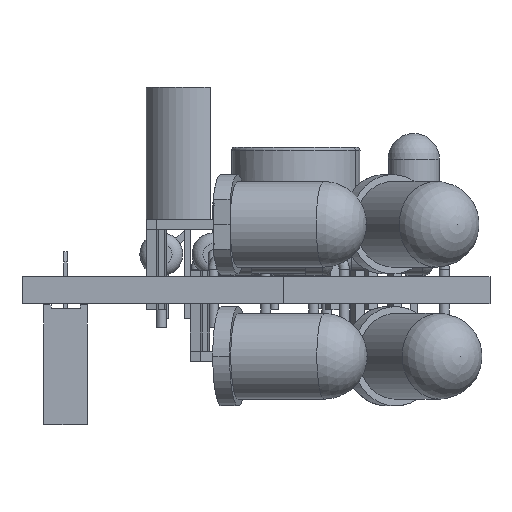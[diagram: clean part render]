
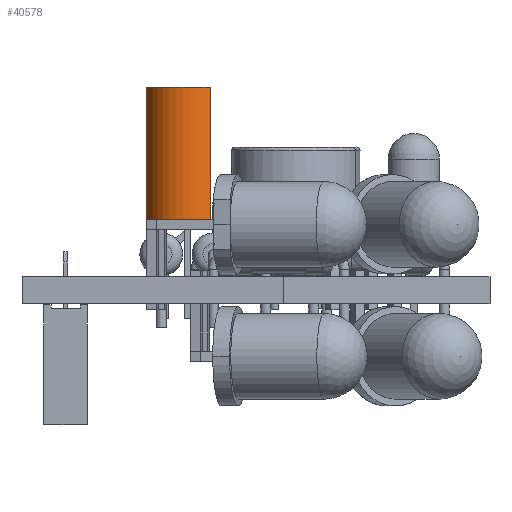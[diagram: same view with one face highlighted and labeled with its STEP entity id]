
A CAD part, front view. The second image highlights one B-rep face of the part: STEP entity #40578.
In plain terms, the highlighted cylindrical face has radius 2.415 mm (diameter 4.83 mm), a partial arc.
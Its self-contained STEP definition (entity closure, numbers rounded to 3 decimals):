
#39713 = PLANE('',#39714);
#39714 = AXIS2_PLACEMENT_3D('',#39715,#39716,#39717);
#39715 = CARTESIAN_POINT('',(-0.746,-1.33,3.));
#39716 = DIRECTION('',(0.,0.,-1.));
#39717 = DIRECTION('',(-1.,0.,0.));
#40079 = VERTEX_POINT('',#40080);
#40080 = CARTESIAN_POINT('',(-0.746,-1.33,3.));
#40081 = VERTEX_POINT('',#40082);
#40082 = CARTESIAN_POINT('',(3.286,-1.33,3.));
#40096 = PLANE('',#40097);
#40097 = AXIS2_PLACEMENT_3D('',#40098,#40099,#40100);
#40098 = CARTESIAN_POINT('',(-0.746,-1.33,3.));
#40099 = DIRECTION('',(0.,1.,0.));
#40100 = DIRECTION('',(1.,0.,0.));
#40108 = EDGE_CURVE('',#40081,#40079,#40109,.T.);
#40109 = SURFACE_CURVE('',#40110,(#40115,#40126),.PCURVE_S1.);
#40110 = CIRCLE('',#40111,2.415);
#40111 = AXIS2_PLACEMENT_3D('',#40112,#40113,#40114);
#40112 = CARTESIAN_POINT('',(1.27,0.,3.));
#40113 = DIRECTION('',(0.,0.,1.));
#40114 = DIRECTION('',(1.,0.,0.));
#40115 = PCURVE('',#39713,#40116);
#40116 = DEFINITIONAL_REPRESENTATION('',(#40117),#40125);
#40117 = ( BOUNDED_CURVE() B_SPLINE_CURVE(2,(#40118,#40119,#40120,#40121
    ,#40122,#40123,#40124),.UNSPECIFIED.,.F.,.F.) 
B_SPLINE_CURVE_WITH_KNOTS((1,2,2,2,2,1),(-2.094,0.,
    2.094,4.189,6.283,8.378),
.UNSPECIFIED.) CURVE() GEOMETRIC_REPRESENTATION_ITEM() 
RATIONAL_B_SPLINE_CURVE((1.,0.5,1.,0.5,1.,0.5,1.)) REPRESENTATION_ITEM(
  '') );
#40118 = CARTESIAN_POINT('',(-4.431,1.33));
#40119 = CARTESIAN_POINT('',(-4.431,5.513));
#40120 = CARTESIAN_POINT('',(-0.808,3.421));
#40121 = CARTESIAN_POINT('',(2.814,1.33));
#40122 = CARTESIAN_POINT('',(-0.808,-0.761));
#40123 = CARTESIAN_POINT('',(-4.431,-2.853));
#40124 = CARTESIAN_POINT('',(-4.431,1.33));
#40125 = ( GEOMETRIC_REPRESENTATION_CONTEXT(2) 
PARAMETRIC_REPRESENTATION_CONTEXT() REPRESENTATION_CONTEXT('2D SPACE',''
  ) );
#40126 = PCURVE('',#40127,#40132);
#40127 = CYLINDRICAL_SURFACE('',#40128,2.415);
#40128 = AXIS2_PLACEMENT_3D('',#40129,#40130,#40131);
#40129 = CARTESIAN_POINT('',(1.27,0.,3.));
#40130 = DIRECTION('',(0.,0.,-1.));
#40131 = DIRECTION('',(1.,0.,0.));
#40132 = DEFINITIONAL_REPRESENTATION('',(#40133),#40159);
#40133 = B_SPLINE_CURVE_WITH_KNOTS('',3,(#40134,#40135,#40136,#40137,
    #40138,#40139,#40140,#40141,#40142,#40143,#40144,#40145,#40146,
    #40147,#40148,#40149,#40150,#40151,#40152,#40153,#40154,#40155,
    #40156,#40157,#40158),.UNSPECIFIED.,.F.,.F.,(4,1,1,1,1,1,1,1,1,1,1,1
    ,1,1,1,1,1,1,1,1,1,1,4),(5.7,5.896,
    6.092,6.287,6.483,6.679,
    6.875,7.071,7.267,7.462,
    7.658,7.854,8.05,8.246,
    8.441,8.637,8.833,9.029,
    9.225,9.421,9.616,9.812,
    10.008),.QUASI_UNIFORM_KNOTS.);
#40134 = CARTESIAN_POINT('',(6.866,0.));
#40135 = CARTESIAN_POINT('',(6.801,0.));
#40136 = CARTESIAN_POINT('',(6.671,0.));
#40137 = CARTESIAN_POINT('',(6.475,0.));
#40138 = CARTESIAN_POINT('',(6.279,0.));
#40139 = CARTESIAN_POINT('',(6.083,0.));
#40140 = CARTESIAN_POINT('',(5.887,0.));
#40141 = CARTESIAN_POINT('',(5.691,0.));
#40142 = CARTESIAN_POINT('',(5.496,0.));
#40143 = CARTESIAN_POINT('',(5.3,0.));
#40144 = CARTESIAN_POINT('',(5.104,0.));
#40145 = CARTESIAN_POINT('',(4.908,0.));
#40146 = CARTESIAN_POINT('',(4.712,0.));
#40147 = CARTESIAN_POINT('',(4.517,0.));
#40148 = CARTESIAN_POINT('',(4.321,0.));
#40149 = CARTESIAN_POINT('',(4.125,0.));
#40150 = CARTESIAN_POINT('',(3.929,0.));
#40151 = CARTESIAN_POINT('',(3.733,0.));
#40152 = CARTESIAN_POINT('',(3.537,0.));
#40153 = CARTESIAN_POINT('',(3.342,0.));
#40154 = CARTESIAN_POINT('',(3.146,0.));
#40155 = CARTESIAN_POINT('',(2.95,0.));
#40156 = CARTESIAN_POINT('',(2.754,0.));
#40157 = CARTESIAN_POINT('',(2.624,0.));
#40158 = CARTESIAN_POINT('',(2.558,0.));
#40159 = ( GEOMETRIC_REPRESENTATION_CONTEXT(2) 
PARAMETRIC_REPRESENTATION_CONTEXT() REPRESENTATION_CONTEXT('2D SPACE',''
  ) );
#40506 = EDGE_CURVE('',#40079,#40507,#40509,.T.);
#40507 = VERTEX_POINT('',#40508);
#40508 = CARTESIAN_POINT('',(-0.746,-1.33,11.));
#40509 = SURFACE_CURVE('',#40510,(#40514,#40521),.PCURVE_S1.);
#40510 = LINE('',#40511,#40512);
#40511 = CARTESIAN_POINT('',(-0.746,-1.33,3.));
#40512 = VECTOR('',#40513,1.);
#40513 = DIRECTION('',(0.,0.,1.));
#40514 = PCURVE('',#40096,#40515);
#40515 = DEFINITIONAL_REPRESENTATION('',(#40516),#40520);
#40516 = LINE('',#40517,#40518);
#40517 = CARTESIAN_POINT('',(0.,0.));
#40518 = VECTOR('',#40519,1.);
#40519 = DIRECTION('',(0.,-1.));
#40520 = ( GEOMETRIC_REPRESENTATION_CONTEXT(2) 
PARAMETRIC_REPRESENTATION_CONTEXT() REPRESENTATION_CONTEXT('2D SPACE',''
  ) );
#40521 = PCURVE('',#40127,#40522);
#40522 = DEFINITIONAL_REPRESENTATION('',(#40523),#40527);
#40523 = LINE('',#40524,#40525);
#40524 = CARTESIAN_POINT('',(2.558,0.));
#40525 = VECTOR('',#40526,1.);
#40526 = DIRECTION('',(0.,-1.));
#40527 = ( GEOMETRIC_REPRESENTATION_CONTEXT(2) 
PARAMETRIC_REPRESENTATION_CONTEXT() REPRESENTATION_CONTEXT('2D SPACE',''
  ) );
#40530 = VERTEX_POINT('',#40531);
#40531 = CARTESIAN_POINT('',(3.286,-1.33,11.));
#40545 = PLANE('',#40546);
#40546 = AXIS2_PLACEMENT_3D('',#40547,#40548,#40549);
#40547 = CARTESIAN_POINT('',(-0.746,-1.33,11.));
#40548 = DIRECTION('',(0.,0.,-1.));
#40549 = DIRECTION('',(-1.,0.,0.));
#40557 = EDGE_CURVE('',#40081,#40530,#40558,.T.);
#40558 = SURFACE_CURVE('',#40559,(#40563,#40570),.PCURVE_S1.);
#40559 = LINE('',#40560,#40561);
#40560 = CARTESIAN_POINT('',(3.286,-1.33,3.));
#40561 = VECTOR('',#40562,1.);
#40562 = DIRECTION('',(0.,0.,1.));
#40563 = PCURVE('',#40096,#40564);
#40564 = DEFINITIONAL_REPRESENTATION('',(#40565),#40569);
#40565 = LINE('',#40566,#40567);
#40566 = CARTESIAN_POINT('',(4.032,0.));
#40567 = VECTOR('',#40568,1.);
#40568 = DIRECTION('',(0.,-1.));
#40569 = ( GEOMETRIC_REPRESENTATION_CONTEXT(2) 
PARAMETRIC_REPRESENTATION_CONTEXT() REPRESENTATION_CONTEXT('2D SPACE',''
  ) );
#40570 = PCURVE('',#40127,#40571);
#40571 = DEFINITIONAL_REPRESENTATION('',(#40572),#40576);
#40572 = LINE('',#40573,#40574);
#40573 = CARTESIAN_POINT('',(6.866,0.));
#40574 = VECTOR('',#40575,1.);
#40575 = DIRECTION('',(0.,-1.));
#40576 = ( GEOMETRIC_REPRESENTATION_CONTEXT(2) 
PARAMETRIC_REPRESENTATION_CONTEXT() REPRESENTATION_CONTEXT('2D SPACE',''
  ) );
#40578 = ADVANCED_FACE('',(#40579),#40127,.T.);
#40579 = FACE_BOUND('',#40580,.T.);
#40580 = EDGE_LOOP('',(#40581,#40582,#40583,#40631));
#40581 = ORIENTED_EDGE('',*,*,#40108,.T.);
#40582 = ORIENTED_EDGE('',*,*,#40506,.T.);
#40583 = ORIENTED_EDGE('',*,*,#40584,.F.);
#40584 = EDGE_CURVE('',#40530,#40507,#40585,.T.);
#40585 = SURFACE_CURVE('',#40586,(#40591,#40620),.PCURVE_S1.);
#40586 = CIRCLE('',#40587,2.415);
#40587 = AXIS2_PLACEMENT_3D('',#40588,#40589,#40590);
#40588 = CARTESIAN_POINT('',(1.27,0.,11.));
#40589 = DIRECTION('',(0.,0.,1.));
#40590 = DIRECTION('',(1.,0.,0.));
#40591 = PCURVE('',#40127,#40592);
#40592 = DEFINITIONAL_REPRESENTATION('',(#40593),#40619);
#40593 = B_SPLINE_CURVE_WITH_KNOTS('',3,(#40594,#40595,#40596,#40597,
    #40598,#40599,#40600,#40601,#40602,#40603,#40604,#40605,#40606,
    #40607,#40608,#40609,#40610,#40611,#40612,#40613,#40614,#40615,
    #40616,#40617,#40618),.UNSPECIFIED.,.F.,.F.,(4,1,1,1,1,1,1,1,1,1,1,1
    ,1,1,1,1,1,1,1,1,1,1,4),(5.7,5.896,
    6.092,6.287,6.483,6.679,
    6.875,7.071,7.267,7.462,
    7.658,7.854,8.05,8.246,
    8.441,8.637,8.833,9.029,
    9.225,9.421,9.616,9.812,
    10.008),.QUASI_UNIFORM_KNOTS.);
#40594 = CARTESIAN_POINT('',(6.866,-8.));
#40595 = CARTESIAN_POINT('',(6.801,-8.));
#40596 = CARTESIAN_POINT('',(6.671,-8.));
#40597 = CARTESIAN_POINT('',(6.475,-8.));
#40598 = CARTESIAN_POINT('',(6.279,-8.));
#40599 = CARTESIAN_POINT('',(6.083,-8.));
#40600 = CARTESIAN_POINT('',(5.887,-8.));
#40601 = CARTESIAN_POINT('',(5.691,-8.));
#40602 = CARTESIAN_POINT('',(5.496,-8.));
#40603 = CARTESIAN_POINT('',(5.3,-8.));
#40604 = CARTESIAN_POINT('',(5.104,-8.));
#40605 = CARTESIAN_POINT('',(4.908,-8.));
#40606 = CARTESIAN_POINT('',(4.712,-8.));
#40607 = CARTESIAN_POINT('',(4.517,-8.));
#40608 = CARTESIAN_POINT('',(4.321,-8.));
#40609 = CARTESIAN_POINT('',(4.125,-8.));
#40610 = CARTESIAN_POINT('',(3.929,-8.));
#40611 = CARTESIAN_POINT('',(3.733,-8.));
#40612 = CARTESIAN_POINT('',(3.537,-8.));
#40613 = CARTESIAN_POINT('',(3.342,-8.));
#40614 = CARTESIAN_POINT('',(3.146,-8.));
#40615 = CARTESIAN_POINT('',(2.95,-8.));
#40616 = CARTESIAN_POINT('',(2.754,-8.));
#40617 = CARTESIAN_POINT('',(2.624,-8.));
#40618 = CARTESIAN_POINT('',(2.558,-8.));
#40619 = ( GEOMETRIC_REPRESENTATION_CONTEXT(2) 
PARAMETRIC_REPRESENTATION_CONTEXT() REPRESENTATION_CONTEXT('2D SPACE',''
  ) );
#40620 = PCURVE('',#40545,#40621);
#40621 = DEFINITIONAL_REPRESENTATION('',(#40622),#40630);
#40622 = ( BOUNDED_CURVE() B_SPLINE_CURVE(2,(#40623,#40624,#40625,#40626
    ,#40627,#40628,#40629),.UNSPECIFIED.,.F.,.F.) 
B_SPLINE_CURVE_WITH_KNOTS((1,2,2,2,2,1),(-2.094,0.,
    2.094,4.189,6.283,8.378),
.UNSPECIFIED.) CURVE() GEOMETRIC_REPRESENTATION_ITEM() 
RATIONAL_B_SPLINE_CURVE((1.,0.5,1.,0.5,1.,0.5,1.)) REPRESENTATION_ITEM(
  '') );
#40623 = CARTESIAN_POINT('',(-4.431,1.33));
#40624 = CARTESIAN_POINT('',(-4.431,5.513));
#40625 = CARTESIAN_POINT('',(-0.808,3.421));
#40626 = CARTESIAN_POINT('',(2.814,1.33));
#40627 = CARTESIAN_POINT('',(-0.808,-0.761));
#40628 = CARTESIAN_POINT('',(-4.431,-2.853));
#40629 = CARTESIAN_POINT('',(-4.431,1.33));
#40630 = ( GEOMETRIC_REPRESENTATION_CONTEXT(2) 
PARAMETRIC_REPRESENTATION_CONTEXT() REPRESENTATION_CONTEXT('2D SPACE',''
  ) );
#40631 = ORIENTED_EDGE('',*,*,#40557,.F.);
